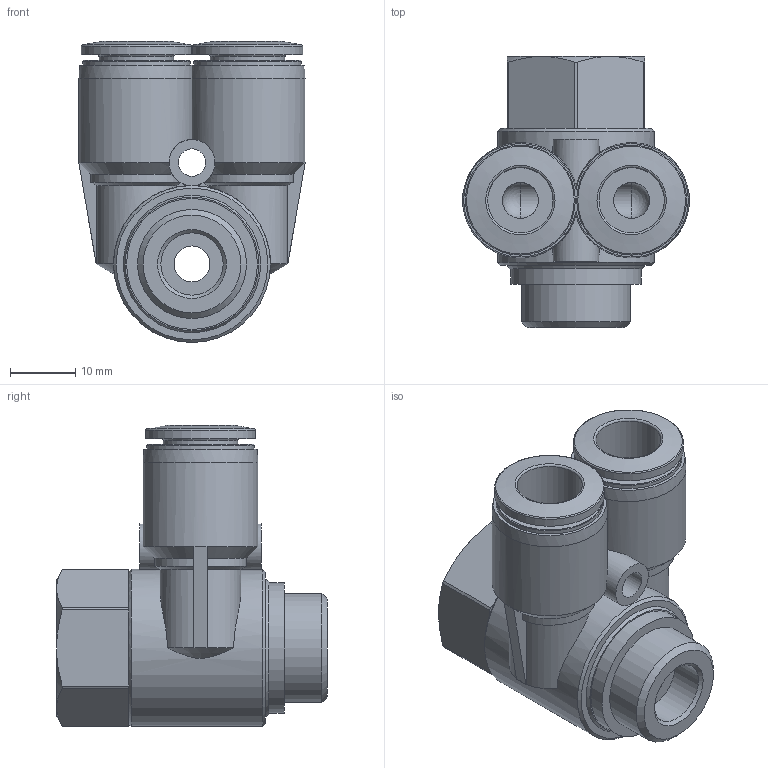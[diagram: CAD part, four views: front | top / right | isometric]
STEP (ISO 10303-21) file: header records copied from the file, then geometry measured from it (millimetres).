
FILE_DESCRIPTION(/* description */ ('STEP AP214'),/* implementation_level */ '2;1');
FILE_NAME(/* name */ '186215_QSYTF-G3_8-10',/* time_stamp */ '2024-09-14T22:19:30+02:00',/* author */ ('License CC BY-ND 4.0'),/* organization */ ('CADENAS'),/* preprocessor_version */ 'ST-DEVELOPER v19.3',/* originating_system */ 'PARTsolutions',/* authorisation */ ' ');
FILE_SCHEMA (('AUTOMOTIVE_DESIGN {1 0 10303 214 3 1 1}'));
Length unit declared in the file: millimetre
Products named in the file (1): 186215 QSYTF-G3/8-10
Bounding box: 34.6 x 41.4 x 46 mm (x, y, z)
Volume: 19898.3 mm3; surface area: 10264.5 mm2
Topology: 1 solids, 1 shells, 128 faces, 293 edges, 175 vertices
Faces by surface type: plane 52, cylinder 40, cone 28, torus 6, sphere 2
Full cylindrical faces by diameter (mm): 4.2 x1, 5.5 x6, 9.521 x1, 10 x2, 11.4 x2, 14.95 x1, 16.4 x2, 16.662 x1, 16.8 x2, 20 x1, 24 x1
Entity records: 4380 total; most frequent: CARTESIAN_POINT 739, DIRECTION 594, ORIENTED_EDGE 500, AXIS2_PLACEMENT_3D 263, EDGE_CURVE 250, EDGE_LOOP 182, FACE_BOUND 182, VERTEX_POINT 170
